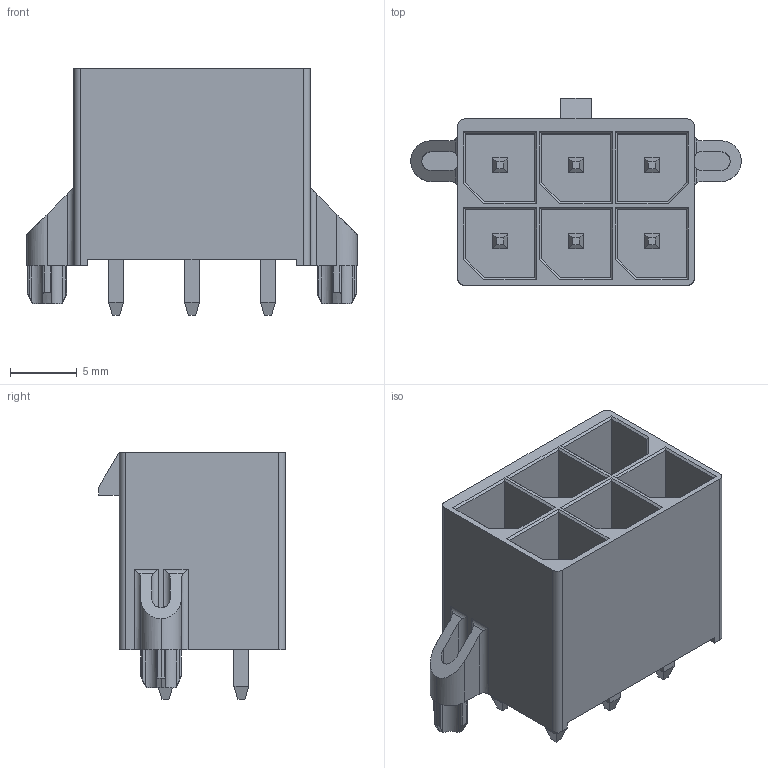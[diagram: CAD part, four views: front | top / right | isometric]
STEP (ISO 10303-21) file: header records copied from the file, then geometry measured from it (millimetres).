
FILE_DESCRIPTION((''),'2;1');
FILE_NAME('76829-0006_ASM','2017-04-10T',('lengt'),('AFCI'),'CREO PARAMETRIC BY PTC INC, 2016130','CREO PARAMETRIC BY PTC INC, 2016130','');
FILE_SCHEMA(('AUTOMOTIVE_DESIGN { 1 0 10303 214 1 1 1 1 }'));
Length unit declared in the file: millimetre
Products named in the file (2): _X2_585181A04E3B9AD4_X0__2; 76829-0006_ASM
Assembly tree (1 placements, depth 2):
  76829-0006_ASM
    _X2_585181A04E3B9AD4_X0__2
Bounding box: 24.79 x 14.03 x 18.53 mm (x, y, z)
Volume: 1443.8 mm3; surface area: 3391 mm2
Topology: 1 solids, 1 shells, 438 faces, 1148 edges, 738 vertices
Faces by surface type: plane 348, cylinder 78, cone 12
Entity records: 17170 total; most frequent: CARTESIAN_POINT 2709, ORIENTED_EDGE 2296, DIRECTION 2096, PRESENTATION_STYLE_ASSIGNMENT 1149, STYLED_ITEM 1149, CURVE_STYLE 1148, EDGE_CURVE 1148, VECTOR 938
